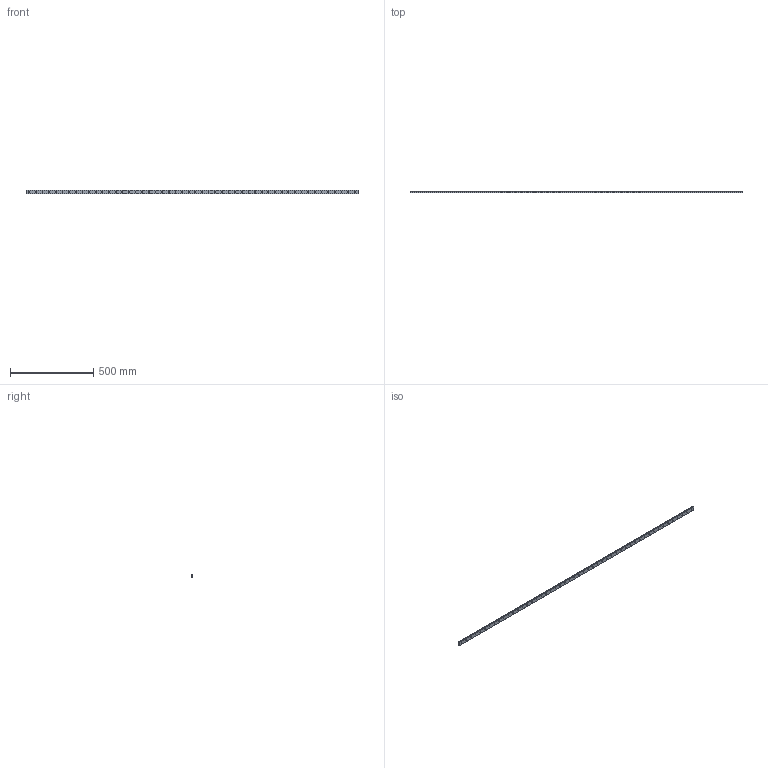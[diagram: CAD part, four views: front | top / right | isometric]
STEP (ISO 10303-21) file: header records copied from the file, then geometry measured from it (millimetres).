
FILE_DESCRIPTION(/* description */ ('STEP AP214'),/* implementation_level */ '2;1');
FILE_NAME(/* name */ 'SRS12W-2000LM(GK) RAIL(20)',/* time_stamp */ '2023-02-06T13:06:11+01:00',/* author */ ('License CC BY-ND 4.0'),/* organization */ ('CADENAS'),/* preprocessor_version */ 'ST-DEVELOPER v18.102',/* originating_system */ 'PARTsolutions',/* authorisation */ ' ');
FILE_SCHEMA (('AUTOMOTIVE_DESIGN {1 0 10303 214 3 1 1}'));
Length unit declared in the file: millimetre
Products named in the file (1): SRS12W-2000LM(GK) RAIL(20)
Bounding box: 2000 x 8.5 x 24 mm (x, y, z)
Volume: 388318.6 mm3; surface area: 137449.3 mm2
Topology: 1 solids, 1 shells, 168 faces, 348 edges, 232 vertices
Faces by surface type: cylinder 106, plane 62
Full cylindrical faces by diameter (mm): 4.5 x50, 8 x50
Entity records: 4294 total; most frequent: DIRECTION 798, CARTESIAN_POINT 649, ORIENTED_EDGE 496, EDGE_LOOP 418, FACE_BOUND 418, AXIS2_PLACEMENT_3D 381, EDGE_CURVE 248, VERTEX_POINT 232
